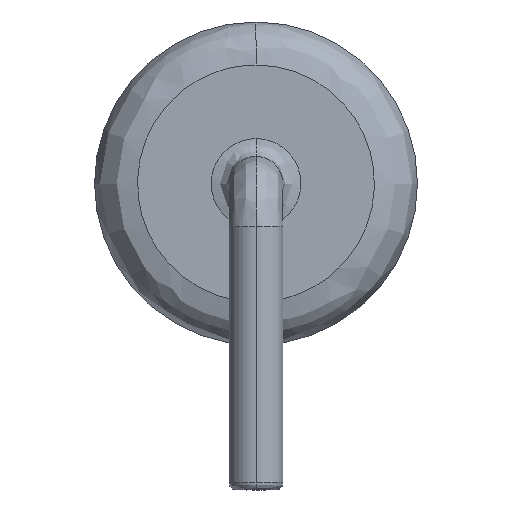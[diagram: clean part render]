
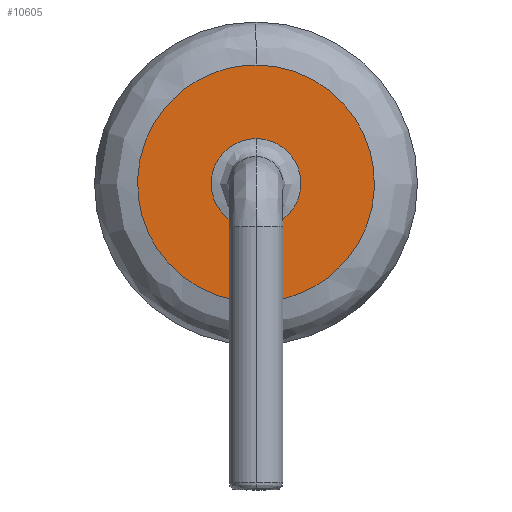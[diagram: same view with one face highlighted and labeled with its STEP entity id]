
A CAD part, left-side view. The second image highlights one B-rep face of the part: STEP entity #10605.
In plain terms, the highlighted planar face has unit normal (-1, 0, 0).
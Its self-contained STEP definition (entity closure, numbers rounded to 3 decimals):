
#14 = CARTESIAN_POINT ( 'NONE',  ( -5.5, -1.25, 1.645 ) ) ;
#246 = EDGE_LOOP ( 'NONE', ( #3061, #12442 ) ) ;
#326 = AXIS2_PLACEMENT_3D ( 'NONE', #12950, #6933, #942 ) ;
#459 = FACE_OUTER_BOUND ( 'NONE', #246, .T. ) ;
#942 = DIRECTION ( 'NONE',  ( 0., 0., -1. ) ) ;
#978 =( BOUNDED_CURVE ( )  B_SPLINE_CURVE ( 3, ( #2267, #1262, #12223, #9254 ),
 .UNSPECIFIED., .F., .T. ) 
 B_SPLINE_CURVE_WITH_KNOTS ( ( 4, 4 ),
 ( 0., 1. ),
 .UNSPECIFIED. ) 
 CURVE ( )  GEOMETRIC_REPRESENTATION_ITEM ( )  RATIONAL_B_SPLINE_CURVE ( ( 1., 0.333, 0.333, 1. ) ) 
 REPRESENTATION_ITEM ( '' )  );
#1262 = CARTESIAN_POINT ( 'NONE',  ( -5.5, 3.3, 0.62 ) ) ;
#1415 = EDGE_CURVE ( 'NONE', #2301, #8001, #5444, .T. ) ;
#1522 = ORIENTED_EDGE ( 'NONE', *, *, #8595, .F. ) ;
#2032 = CARTESIAN_POINT ( 'NONE',  ( -5.5, 0., 2.895 ) ) ;
#2137 = CARTESIAN_POINT ( 'NONE',  ( -5.5, 0., 2.895 ) ) ;
#2183 = EDGE_CURVE ( 'NONE', #9305, #10878, #978, .T. ) ;
#2267 = CARTESIAN_POINT ( 'NONE',  ( -5.5, 0., 0.62 ) ) ;
#2301 = VERTEX_POINT ( 'NONE', #5679 ) ;
#2916 = CARTESIAN_POINT ( 'NONE',  ( -5.5, 1.25, 2.895 ) ) ;
#3061 = ORIENTED_EDGE ( 'NONE', *, *, #2183, .F. ) ;
#3860 =( BOUNDED_CURVE ( )  B_SPLINE_CURVE ( 3, ( #8984, #5004, #11057, #5048 ),
 .UNSPECIFIED., .F., .F. ) 
 B_SPLINE_CURVE_WITH_KNOTS ( ( 4, 4 ),
 ( 0., 1. ),
 .UNSPECIFIED. ) 
 CURVE ( )  GEOMETRIC_REPRESENTATION_ITEM ( )  RATIONAL_B_SPLINE_CURVE ( ( 1., 0.333, 0.333, 1. ) ) 
 REPRESENTATION_ITEM ( '' )  );
#4916 = CARTESIAN_POINT ( 'NONE',  ( -5.5, 1.25, 1.645 ) ) ;
#5004 = CARTESIAN_POINT ( 'NONE',  ( -5.5, -3.3, 3.92 ) ) ;
#5048 = CARTESIAN_POINT ( 'NONE',  ( -5.5, 0., 0.62 ) ) ;
#5444 =( BOUNDED_CURVE ( )  B_SPLINE_CURVE ( 3, ( #8006, #14, #12019, #2032 ),
 .UNSPECIFIED., .F., .T. ) 
 B_SPLINE_CURVE_WITH_KNOTS ( ( 4, 4 ),
 ( 0., 1. ),
 .UNSPECIFIED. ) 
 CURVE ( )  GEOMETRIC_REPRESENTATION_ITEM ( )  RATIONAL_B_SPLINE_CURVE ( ( 1., 0.333, 0.333, 1. ) ) 
 REPRESENTATION_ITEM ( '' )  );
#5679 = CARTESIAN_POINT ( 'NONE',  ( -5.5, 0., 1.645 ) ) ;
#6006 = EDGE_CURVE ( 'NONE', #10878, #9305, #3860, .T. ) ;
#6782 = ORIENTED_EDGE ( 'NONE', *, *, #1415, .F. ) ;
#6933 = DIRECTION ( 'NONE',  ( 1., 0., 0. ) ) ;
#8001 = VERTEX_POINT ( 'NONE', #2137 ) ;
#8006 = CARTESIAN_POINT ( 'NONE',  ( -5.5, 0., 1.645 ) ) ;
#8181 =( BOUNDED_CURVE ( )  B_SPLINE_CURVE ( 3, ( #9915, #2916, #4916, #11939 ),
 .UNSPECIFIED., .F., .T. ) 
 B_SPLINE_CURVE_WITH_KNOTS ( ( 4, 4 ),
 ( 0., 1. ),
 .UNSPECIFIED. ) 
 CURVE ( )  GEOMETRIC_REPRESENTATION_ITEM ( )  RATIONAL_B_SPLINE_CURVE ( ( 1., 0.333, 0.333, 1. ) ) 
 REPRESENTATION_ITEM ( '' )  );
#8434 = FACE_BOUND ( 'NONE', #8961, .T. ) ;
#8595 = EDGE_CURVE ( 'NONE', #8001, #2301, #8181, .T. ) ;
#8961 = EDGE_LOOP ( 'NONE', ( #6782, #1522 ) ) ;
#8984 = CARTESIAN_POINT ( 'NONE',  ( -5.5, 0., 3.92 ) ) ;
#9254 = CARTESIAN_POINT ( 'NONE',  ( -5.5, 0., 3.92 ) ) ;
#9272 = CARTESIAN_POINT ( 'NONE',  ( -5.5, 0., 3.92 ) ) ;
#9305 = VERTEX_POINT ( 'NONE', #10043 ) ;
#9915 = CARTESIAN_POINT ( 'NONE',  ( -5.5, 0., 2.895 ) ) ;
#10043 = CARTESIAN_POINT ( 'NONE',  ( -5.5, 0., 0.62 ) ) ;
#10605 = ADVANCED_FACE ( 'NONE', ( #459, #8434 ), #10882, .F. ) ;
#10878 = VERTEX_POINT ( 'NONE', #9272 ) ;
#10882 = PLANE ( 'NONE',  #326 ) ;
#11057 = CARTESIAN_POINT ( 'NONE',  ( -5.5, -3.3, 0.62 ) ) ;
#11939 = CARTESIAN_POINT ( 'NONE',  ( -5.5, 0., 1.645 ) ) ;
#12019 = CARTESIAN_POINT ( 'NONE',  ( -5.5, -1.25, 2.895 ) ) ;
#12223 = CARTESIAN_POINT ( 'NONE',  ( -5.5, 3.3, 3.92 ) ) ;
#12442 = ORIENTED_EDGE ( 'NONE', *, *, #6006, .F. ) ;
#12950 = CARTESIAN_POINT ( 'NONE',  ( -5.5, 0., 2.27 ) ) ;
